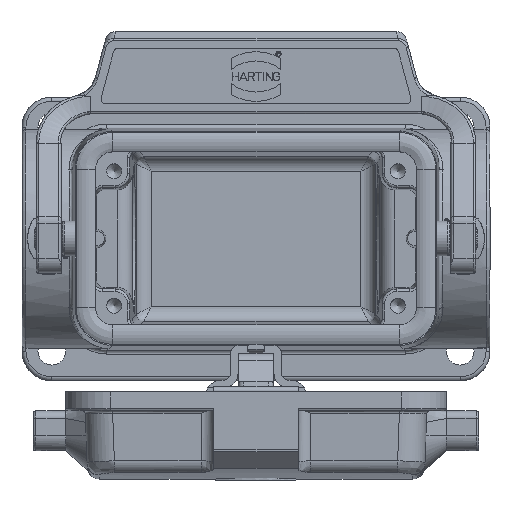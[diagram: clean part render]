
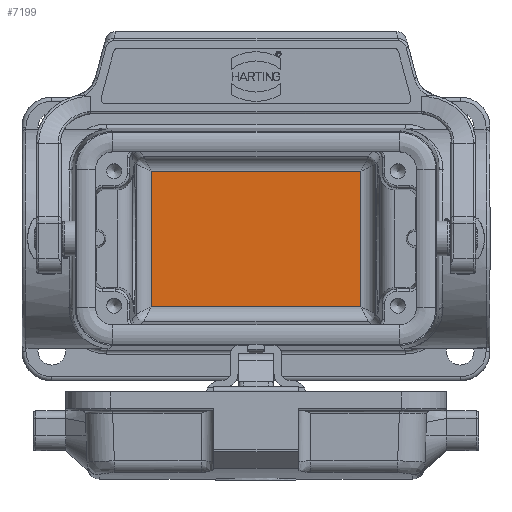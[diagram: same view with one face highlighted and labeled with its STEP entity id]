
A CAD part, top view. The second image highlights one B-rep face of the part: STEP entity #7199.
In plain terms, the highlighted planar face has unit normal (0, 0, 1).
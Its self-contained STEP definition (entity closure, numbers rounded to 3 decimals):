
#7199=ADVANCED_FACE('',(#9120),#8082,.F.);
#8082=PLANE('',#33244);
#9120=FACE_OUTER_BOUND('',#10452,.T.);
#10452=EDGE_LOOP('',(#15614,#15615,#15616,#15617));
#15614=ORIENTED_EDGE('',*,*,#22058,.T.);
#15615=ORIENTED_EDGE('',*,*,#22059,.T.);
#15616=ORIENTED_EDGE('',*,*,#22060,.T.);
#15617=ORIENTED_EDGE('',*,*,#22057,.T.);
#19063=VERTEX_POINT('',#54294);
#19067=VERTEX_POINT('',#54332);
#19071=VERTEX_POINT('',#54386);
#19072=VERTEX_POINT('',#54390);
#22057=EDGE_CURVE('',#19067,#19071,#27286,.T.);
#22058=EDGE_CURVE('',#19071,#19072,#27287,.T.);
#22059=EDGE_CURVE('',#19072,#19063,#27288,.T.);
#22060=EDGE_CURVE('',#19063,#19067,#27289,.T.);
#27286=LINE('',#54387,#29281);
#27287=LINE('',#54389,#29282);
#27288=LINE('',#54391,#29283);
#27289=LINE('',#54392,#29284);
#29281=VECTOR('',#38370,1.);
#29282=VECTOR('',#38373,1.);
#29283=VECTOR('',#38374,1.);
#29284=VECTOR('',#38375,1.);
#33244=AXIS2_PLACEMENT_3D('',#54393,#38376,#38377);
#38370=DIRECTION('',(0.,-1.,0.));
#38373=DIRECTION('',(1.,0.,0.));
#38374=DIRECTION('',(0.,1.,0.));
#38375=DIRECTION('',(-1.,0.,0.));
#38376=DIRECTION('',(0.,0.,-1.));
#38377=DIRECTION('',(-1.,0.,0.));
#54294=CARTESIAN_POINT('',(21.061,13.567,-65.25));
#54332=CARTESIAN_POINT('',(-21.061,13.567,-65.25));
#54386=CARTESIAN_POINT('',(-21.061,-13.567,-65.25));
#54387=CARTESIAN_POINT('',(-21.061,-15.,-65.25));
#54389=CARTESIAN_POINT('',(24.,-13.567,-65.25));
#54390=CARTESIAN_POINT('',(21.061,-13.567,-65.25));
#54391=CARTESIAN_POINT('',(21.061,15.,-65.25));
#54392=CARTESIAN_POINT('',(24.,13.567,-65.25));
#54393=CARTESIAN_POINT('',(24.,-17.75,-65.25));
